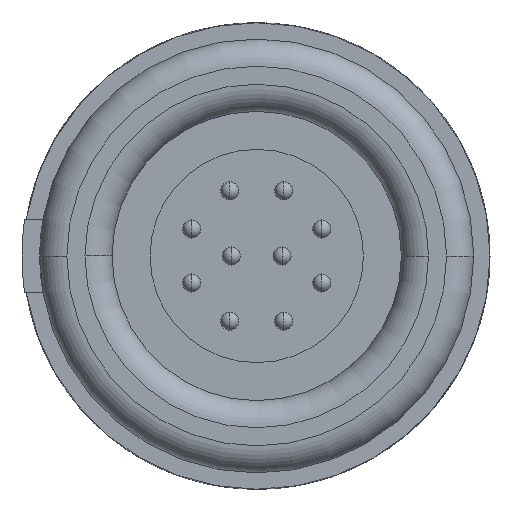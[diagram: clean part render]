
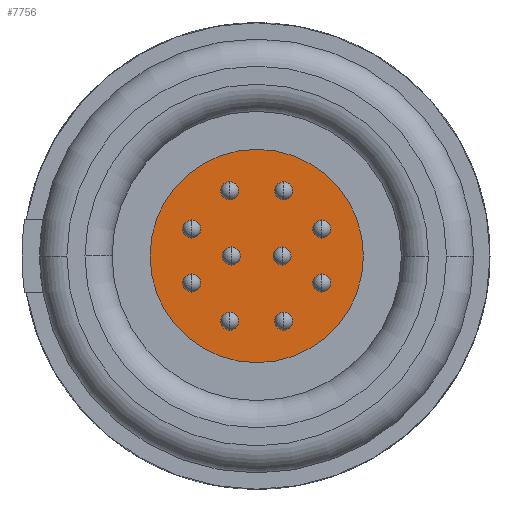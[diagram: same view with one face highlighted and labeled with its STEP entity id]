
A CAD part, left-side view. The second image highlights one B-rep face of the part: STEP entity #7756.
In plain terms, the highlighted planar face has unit normal (-1, 0, 0).
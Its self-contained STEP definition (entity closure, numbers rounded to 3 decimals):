
#1243=CARTESIAN_POINT('',(-3.,0.,0.));
#1244=DIRECTION('',(-1.,0.,0.));
#1245=DIRECTION('',(0.,1.,0.));
#1246=AXIS2_PLACEMENT_3D('',#1243,#1244,#1245);
#1261=CARTESIAN_POINT('',(-3.,0.,0.));
#1262=DIRECTION('',(-1.,0.,0.));
#1263=DIRECTION('',(0.,-1.,0.));
#1264=AXIS2_PLACEMENT_3D('',#1261,#1262,#1263);
#2924=CARTESIAN_POINT('',(-3.,0.746,-1.802));
#2925=DIRECTION('',(-1.,0.,0.));
#2926=DIRECTION('',(0.,0.,1.));
#2927=AXIS2_PLACEMENT_3D('',#2924,#2925,#2926);
#2929=CARTESIAN_POINT('',(-3.,0.746,-1.802));
#2930=DIRECTION('',(-1.,0.,0.));
#2931=DIRECTION('',(0.,0.,-1.));
#2932=AXIS2_PLACEMENT_3D('',#2929,#2930,#2931);
#2934=CARTESIAN_POINT('',(-3.,1.802,-0.746));
#2935=DIRECTION('',(-1.,0.,0.));
#2936=DIRECTION('',(0.,0.,1.));
#2937=AXIS2_PLACEMENT_3D('',#2934,#2935,#2936);
#2939=CARTESIAN_POINT('',(-3.,1.802,-0.746));
#2940=DIRECTION('',(-1.,0.,0.));
#2941=DIRECTION('',(0.,0.,-1.));
#2942=AXIS2_PLACEMENT_3D('',#2939,#2940,#2941);
#2944=CARTESIAN_POINT('',(-3.,-0.746,-1.802));
#2945=DIRECTION('',(-1.,0.,0.));
#2946=DIRECTION('',(0.,0.,1.));
#2947=AXIS2_PLACEMENT_3D('',#2944,#2945,#2946);
#2949=CARTESIAN_POINT('',(-3.,-0.746,-1.802));
#2950=DIRECTION('',(-1.,0.,0.));
#2951=DIRECTION('',(0.,0.,-1.));
#2952=AXIS2_PLACEMENT_3D('',#2949,#2950,#2951);
#2954=CARTESIAN_POINT('',(-3.,-1.802,-0.746));
#2955=DIRECTION('',(-1.,0.,0.));
#2956=DIRECTION('',(0.,0.,1.));
#2957=AXIS2_PLACEMENT_3D('',#2954,#2955,#2956);
#2959=CARTESIAN_POINT('',(-3.,-1.802,-0.746));
#2960=DIRECTION('',(-1.,0.,0.));
#2961=DIRECTION('',(0.,0.,-1.));
#2962=AXIS2_PLACEMENT_3D('',#2959,#2960,#2961);
#2964=CARTESIAN_POINT('',(-3.,-1.802,0.746));
#2965=DIRECTION('',(-1.,0.,0.));
#2966=DIRECTION('',(0.,0.,1.));
#2967=AXIS2_PLACEMENT_3D('',#2964,#2965,#2966);
#2969=CARTESIAN_POINT('',(-3.,-1.802,0.746));
#2970=DIRECTION('',(-1.,0.,0.));
#2971=DIRECTION('',(0.,0.,-1.));
#2972=AXIS2_PLACEMENT_3D('',#2969,#2970,#2971);
#2974=CARTESIAN_POINT('',(-3.,-0.746,1.802));
#2975=DIRECTION('',(-1.,0.,0.));
#2976=DIRECTION('',(0.,0.,1.));
#2977=AXIS2_PLACEMENT_3D('',#2974,#2975,#2976);
#2979=CARTESIAN_POINT('',(-3.,-0.746,1.802));
#2980=DIRECTION('',(-1.,0.,0.));
#2981=DIRECTION('',(0.,0.,-1.));
#2982=AXIS2_PLACEMENT_3D('',#2979,#2980,#2981);
#2984=CARTESIAN_POINT('',(-3.,0.746,1.802));
#2985=DIRECTION('',(-1.,0.,0.));
#2986=DIRECTION('',(0.,0.,1.));
#2987=AXIS2_PLACEMENT_3D('',#2984,#2985,#2986);
#2989=CARTESIAN_POINT('',(-3.,0.746,1.802));
#2990=DIRECTION('',(-1.,0.,0.));
#2991=DIRECTION('',(0.,0.,-1.));
#2992=AXIS2_PLACEMENT_3D('',#2989,#2990,#2991);
#2994=CARTESIAN_POINT('',(-3.,1.802,0.746));
#2995=DIRECTION('',(-1.,0.,0.));
#2996=DIRECTION('',(0.,0.,1.));
#2997=AXIS2_PLACEMENT_3D('',#2994,#2995,#2996);
#2999=CARTESIAN_POINT('',(-3.,1.802,0.746));
#3000=DIRECTION('',(-1.,0.,0.));
#3001=DIRECTION('',(0.,0.,-1.));
#3002=AXIS2_PLACEMENT_3D('',#2999,#3000,#3001);
#3004=CARTESIAN_POINT('',(-3.,0.7,0.));
#3005=DIRECTION('',(-1.,0.,0.));
#3006=DIRECTION('',(0.,0.,1.));
#3007=AXIS2_PLACEMENT_3D('',#3004,#3005,#3006);
#3009=CARTESIAN_POINT('',(-3.,0.7,0.));
#3010=DIRECTION('',(-1.,0.,0.));
#3011=DIRECTION('',(0.,0.,-1.));
#3012=AXIS2_PLACEMENT_3D('',#3009,#3010,#3011);
#3014=CARTESIAN_POINT('',(-3.,-0.7,0.));
#3015=DIRECTION('',(-1.,0.,0.));
#3016=DIRECTION('',(0.,0.,1.));
#3017=AXIS2_PLACEMENT_3D('',#3014,#3015,#3016);
#3019=CARTESIAN_POINT('',(-3.,-0.7,0.));
#3020=DIRECTION('',(-1.,0.,0.));
#3021=DIRECTION('',(0.,0.,-1.));
#3022=AXIS2_PLACEMENT_3D('',#3019,#3020,#3021);
#4274=CARTESIAN_POINT('',(-3.,0.746,-1.552));
#4275=CARTESIAN_POINT('',(-3.,0.746,-2.052));
#4276=VERTEX_POINT('',#4274);
#4277=VERTEX_POINT('',#4275);
#4278=CARTESIAN_POINT('',(-3.,1.802,-0.496));
#4279=CARTESIAN_POINT('',(-3.,1.802,-0.996));
#4280=VERTEX_POINT('',#4278);
#4281=VERTEX_POINT('',#4279);
#4282=CARTESIAN_POINT('',(-3.,-0.746,-1.552));
#4283=CARTESIAN_POINT('',(-3.,-0.746,-2.052));
#4284=VERTEX_POINT('',#4282);
#4285=VERTEX_POINT('',#4283);
#4286=CARTESIAN_POINT('',(-3.,-1.802,-0.496));
#4287=CARTESIAN_POINT('',(-3.,-1.802,-0.996));
#4288=VERTEX_POINT('',#4286);
#4289=VERTEX_POINT('',#4287);
#4290=CARTESIAN_POINT('',(-3.,-1.802,0.996));
#4291=CARTESIAN_POINT('',(-3.,-1.802,0.496));
#4292=VERTEX_POINT('',#4290);
#4293=VERTEX_POINT('',#4291);
#4294=CARTESIAN_POINT('',(-3.,-0.746,2.052));
#4295=CARTESIAN_POINT('',(-3.,-0.746,1.552));
#4296=VERTEX_POINT('',#4294);
#4297=VERTEX_POINT('',#4295);
#4298=CARTESIAN_POINT('',(-3.,0.746,2.052));
#4299=CARTESIAN_POINT('',(-3.,0.746,1.552));
#4300=VERTEX_POINT('',#4298);
#4301=VERTEX_POINT('',#4299);
#4302=CARTESIAN_POINT('',(-3.,1.802,0.996));
#4303=CARTESIAN_POINT('',(-3.,1.802,0.496));
#4304=VERTEX_POINT('',#4302);
#4305=VERTEX_POINT('',#4303);
#4306=CARTESIAN_POINT('',(-3.,0.7,0.25));
#4307=CARTESIAN_POINT('',(-3.,0.7,-0.25));
#4308=VERTEX_POINT('',#4306);
#4309=VERTEX_POINT('',#4307);
#4310=CARTESIAN_POINT('',(-3.,-0.7,0.25));
#4311=CARTESIAN_POINT('',(-3.,-0.7,-0.25));
#4312=VERTEX_POINT('',#4310);
#4313=VERTEX_POINT('',#4311);
#4517=CARTESIAN_POINT('',(-3.,-2.95,0.));
#4518=CARTESIAN_POINT('',(-3.,2.95,0.));
#4519=VERTEX_POINT('',#4517);
#4520=VERTEX_POINT('',#4518);
#7687=CARTESIAN_POINT('',(-3.,0.,0.));
#7688=DIRECTION('',(1.,0.,0.));
#7689=DIRECTION('',(0.,0.,-1.));
#7690=AXIS2_PLACEMENT_3D('',#7687,#7688,#7689);
#7691=PLANE('',#7690);
#7692=ORIENTED_EDGE('',*,*,#5390,.F.);
#7693=ORIENTED_EDGE('',*,*,#5361,.F.);
#7694=EDGE_LOOP('',(#7692,#7693));
#7695=FACE_OUTER_BOUND('',#7694,.F.);
#7697=ORIENTED_EDGE('',*,*,#7696,.T.);
#7699=ORIENTED_EDGE('',*,*,#7698,.T.);
#7700=EDGE_LOOP('',(#7697,#7699));
#7701=FACE_BOUND('',#7700,.F.);
#7703=ORIENTED_EDGE('',*,*,#7702,.T.);
#7705=ORIENTED_EDGE('',*,*,#7704,.T.);
#7706=EDGE_LOOP('',(#7703,#7705));
#7707=FACE_BOUND('',#7706,.F.);
#7709=ORIENTED_EDGE('',*,*,#7708,.T.);
#7711=ORIENTED_EDGE('',*,*,#7710,.T.);
#7712=EDGE_LOOP('',(#7709,#7711));
#7713=FACE_BOUND('',#7712,.F.);
#7715=ORIENTED_EDGE('',*,*,#7714,.T.);
#7717=ORIENTED_EDGE('',*,*,#7716,.T.);
#7718=EDGE_LOOP('',(#7715,#7717));
#7719=FACE_BOUND('',#7718,.F.);
#7721=ORIENTED_EDGE('',*,*,#7720,.T.);
#7723=ORIENTED_EDGE('',*,*,#7722,.T.);
#7724=EDGE_LOOP('',(#7721,#7723));
#7725=FACE_BOUND('',#7724,.F.);
#7727=ORIENTED_EDGE('',*,*,#7726,.T.);
#7729=ORIENTED_EDGE('',*,*,#7728,.T.);
#7730=EDGE_LOOP('',(#7727,#7729));
#7731=FACE_BOUND('',#7730,.F.);
#7733=ORIENTED_EDGE('',*,*,#7732,.T.);
#7735=ORIENTED_EDGE('',*,*,#7734,.T.);
#7736=EDGE_LOOP('',(#7733,#7735));
#7737=FACE_BOUND('',#7736,.F.);
#7739=ORIENTED_EDGE('',*,*,#7738,.T.);
#7741=ORIENTED_EDGE('',*,*,#7740,.T.);
#7742=EDGE_LOOP('',(#7739,#7741));
#7743=FACE_BOUND('',#7742,.F.);
#7745=ORIENTED_EDGE('',*,*,#7744,.T.);
#7747=ORIENTED_EDGE('',*,*,#7746,.T.);
#7748=EDGE_LOOP('',(#7745,#7747));
#7749=FACE_BOUND('',#7748,.F.);
#7751=ORIENTED_EDGE('',*,*,#7750,.T.);
#7753=ORIENTED_EDGE('',*,*,#7752,.T.);
#7754=EDGE_LOOP('',(#7751,#7753));
#7755=FACE_BOUND('',#7754,.F.);
#7756=ADVANCED_FACE('',(#7695,#7701,#7707,#7713,#7719,#7725,#7731,#7737,#7743,
#7749,#7755),#7691,.F.);
#1247=CIRCLE('',#1246,2.95);
#1265=CIRCLE('',#1264,2.95);
#2928=CIRCLE('',#2927,0.25);
#2933=CIRCLE('',#2932,0.25);
#2938=CIRCLE('',#2937,0.25);
#2943=CIRCLE('',#2942,0.25);
#2948=CIRCLE('',#2947,0.25);
#2953=CIRCLE('',#2952,0.25);
#2958=CIRCLE('',#2957,0.25);
#2963=CIRCLE('',#2962,0.25);
#2968=CIRCLE('',#2967,0.25);
#2973=CIRCLE('',#2972,0.25);
#2978=CIRCLE('',#2977,0.25);
#2983=CIRCLE('',#2982,0.25);
#2988=CIRCLE('',#2987,0.25);
#2993=CIRCLE('',#2992,0.25);
#2998=CIRCLE('',#2997,0.25);
#3003=CIRCLE('',#3002,0.25);
#3008=CIRCLE('',#3007,0.25);
#3013=CIRCLE('',#3012,0.25);
#3018=CIRCLE('',#3017,0.25);
#3023=CIRCLE('',#3022,0.25);
#5361=EDGE_CURVE('',#4520,#4519,#1247,.T.);
#5390=EDGE_CURVE('',#4519,#4520,#1265,.T.);
#7696=EDGE_CURVE('',#4276,#4277,#2928,.T.);
#7698=EDGE_CURVE('',#4277,#4276,#2933,.T.);
#7702=EDGE_CURVE('',#4280,#4281,#2938,.T.);
#7704=EDGE_CURVE('',#4281,#4280,#2943,.T.);
#7708=EDGE_CURVE('',#4284,#4285,#2948,.T.);
#7710=EDGE_CURVE('',#4285,#4284,#2953,.T.);
#7714=EDGE_CURVE('',#4288,#4289,#2958,.T.);
#7716=EDGE_CURVE('',#4289,#4288,#2963,.T.);
#7720=EDGE_CURVE('',#4292,#4293,#2968,.T.);
#7722=EDGE_CURVE('',#4293,#4292,#2973,.T.);
#7726=EDGE_CURVE('',#4296,#4297,#2978,.T.);
#7728=EDGE_CURVE('',#4297,#4296,#2983,.T.);
#7732=EDGE_CURVE('',#4300,#4301,#2988,.T.);
#7734=EDGE_CURVE('',#4301,#4300,#2993,.T.);
#7738=EDGE_CURVE('',#4304,#4305,#2998,.T.);
#7740=EDGE_CURVE('',#4305,#4304,#3003,.T.);
#7744=EDGE_CURVE('',#4308,#4309,#3008,.T.);
#7746=EDGE_CURVE('',#4309,#4308,#3013,.T.);
#7750=EDGE_CURVE('',#4312,#4313,#3018,.T.);
#7752=EDGE_CURVE('',#4313,#4312,#3023,.T.);
